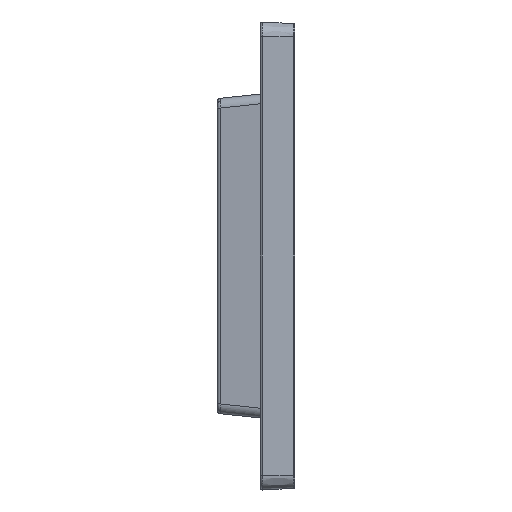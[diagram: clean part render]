
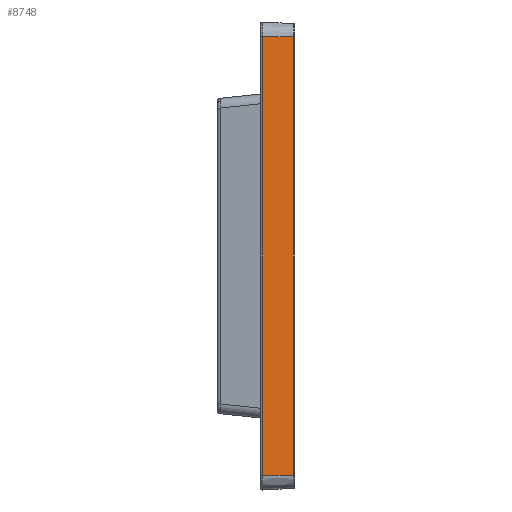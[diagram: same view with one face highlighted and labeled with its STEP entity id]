
A CAD part, left-side view. The second image highlights one B-rep face of the part: STEP entity #8748.
In plain terms, the highlighted planar face has unit normal (-0.999, -0.052, 0).
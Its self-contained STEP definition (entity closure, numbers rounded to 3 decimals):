
#1463 = CARTESIAN_POINT ( 'NONE',  ( -86.486, 4.884, 33.43 ) ) ;
#2121 = PLANE ( 'NONE',  #10231 ) ;
#2851 = ORIENTED_EDGE ( 'NONE', *, *, #21478, .T. ) ;
#3205 = EDGE_CURVE ( 'NONE', #10120, #6572, #21971, .T. ) ;
#4088 = VERTEX_POINT ( 'NONE', #11997 ) ;
#4491 = CARTESIAN_POINT ( 'NONE',  ( -86.24, 0.19, 33.43 ) ) ;
#4743 = ORIENTED_EDGE ( 'NONE', *, *, #29785, .T. ) ;
#6572 = VERTEX_POINT ( 'NONE', #1463 ) ;
#7303 = CARTESIAN_POINT ( 'NONE',  ( -86.502, 5.186, 0. ) ) ;
#7927 = VECTOR ( 'NONE', #14571, 1000. ) ;
#8748 = ADVANCED_FACE ( 'NONE', ( #12679 ), #2121, .T. ) ;
#9806 = CARTESIAN_POINT ( 'NONE',  ( -86.502, 5.186, -33.43 ) ) ;
#10120 = VERTEX_POINT ( 'NONE', #15321 ) ;
#10231 = AXIS2_PLACEMENT_3D ( 'NONE', #7303, #27104, #14475 ) ;
#11686 = VECTOR ( 'NONE', #12647, 1000. ) ;
#11997 = CARTESIAN_POINT ( 'NONE',  ( -86.24, 0.19, -33.43 ) ) ;
#12614 = LINE ( 'NONE', #4491, #7927 ) ;
#12647 = DIRECTION ( 'NONE',  ( 0.052, -0.999, 0. ) ) ;
#12679 = FACE_OUTER_BOUND ( 'NONE', #20703, .T. ) ;
#13508 = VECTOR ( 'NONE', #23748, 1000. ) ;
#14240 = ORIENTED_EDGE ( 'NONE', *, *, #26134, .T. ) ;
#14475 = DIRECTION ( 'NONE',  ( 0.052, -0.999, 0. ) ) ;
#14571 = DIRECTION ( 'NONE',  ( 0., 0., 1. ) ) ;
#15321 = CARTESIAN_POINT ( 'NONE',  ( -86.24, 0.19, 33.43 ) ) ;
#15728 = VECTOR ( 'NONE', #31746, 1000. ) ;
#16277 = ORIENTED_EDGE ( 'NONE', *, *, #3205, .T. ) ;
#18436 = CARTESIAN_POINT ( 'NONE',  ( -86.486, 4.884, -33.43 ) ) ;
#20305 = VERTEX_POINT ( 'NONE', #18436 ) ;
#20703 = EDGE_LOOP ( 'NONE', ( #2851, #14240, #16277, #4743 ) ) ;
#21478 = EDGE_CURVE ( 'NONE', #20305, #4088, #24898, .T. ) ;
#21971 = LINE ( 'NONE', #24270, #15728 ) ;
#22502 = LINE ( 'NONE', #26136, #13508 ) ;
#23748 = DIRECTION ( 'NONE',  ( 0., 0., -1. ) ) ;
#24270 = CARTESIAN_POINT ( 'NONE',  ( -86.502, 5.186, 33.43 ) ) ;
#24898 = LINE ( 'NONE', #9806, #11686 ) ;
#26134 = EDGE_CURVE ( 'NONE', #4088, #10120, #12614, .T. ) ;
#26136 = CARTESIAN_POINT ( 'NONE',  ( -86.486, 4.884, 0. ) ) ;
#27104 = DIRECTION ( 'NONE',  ( -0.999, -0.052, 0. ) ) ;
#29785 = EDGE_CURVE ( 'NONE', #6572, #20305, #22502, .T. ) ;
#31746 = DIRECTION ( 'NONE',  ( -0.052, 0.999, 0. ) ) ;
